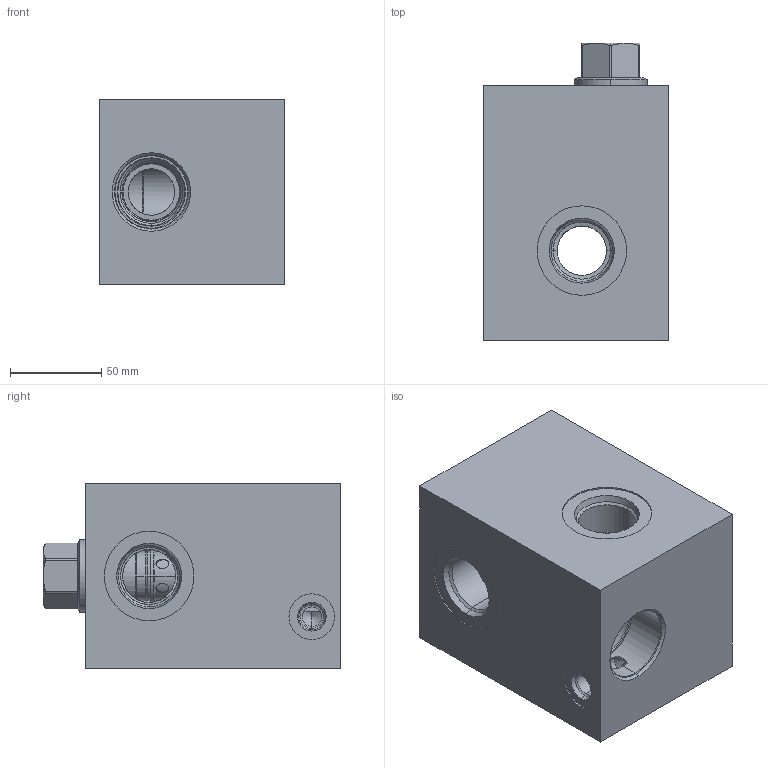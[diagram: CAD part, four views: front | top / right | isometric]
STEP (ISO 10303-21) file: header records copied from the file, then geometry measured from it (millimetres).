
FILE_DESCRIPTION((''),'2;1');
FILE_NAME('H3M_ASM','2021-11-01T',('ProEService'),(''),'PRO/ENGINEER BY PARAMETRIC TECHNOLOGY CORPORATION, 2014200','PRO/ENGINEER BY PARAMETRIC TECHNOLOGY CORPORATION, 2014200','');
FILE_SCHEMA(('CONFIG_CONTROL_DESIGN'));
Length unit declared in the file: inch
Products named in the file (3): 151-161-005; CXGDXCN; H3M_ASM
Assembly tree (2 placements, depth 2):
  H3M_ASM
    151-161-005
    CXGDXCN
Bounding box: 101.6 x 162.74 x 101.6 mm (x, y, z)
Volume: 1234248.8 mm3; surface area: 124662.7 mm2
Topology: 3 solids, 3 shells, 292 faces, 950 edges, 770 vertices
Faces by surface type: cylinder 130, cone 84, plane 46, torus 26, revolution 6
Entity records: 11830 total; most frequent: CARTESIAN_POINT 3613, DIRECTION 1780, ORIENTED_EDGE 1368, EDGE_CURVE 684, AXIS2_PLACEMENT_3D 644, VECTOR 486, LINE 486, VERTEX_POINT 417
